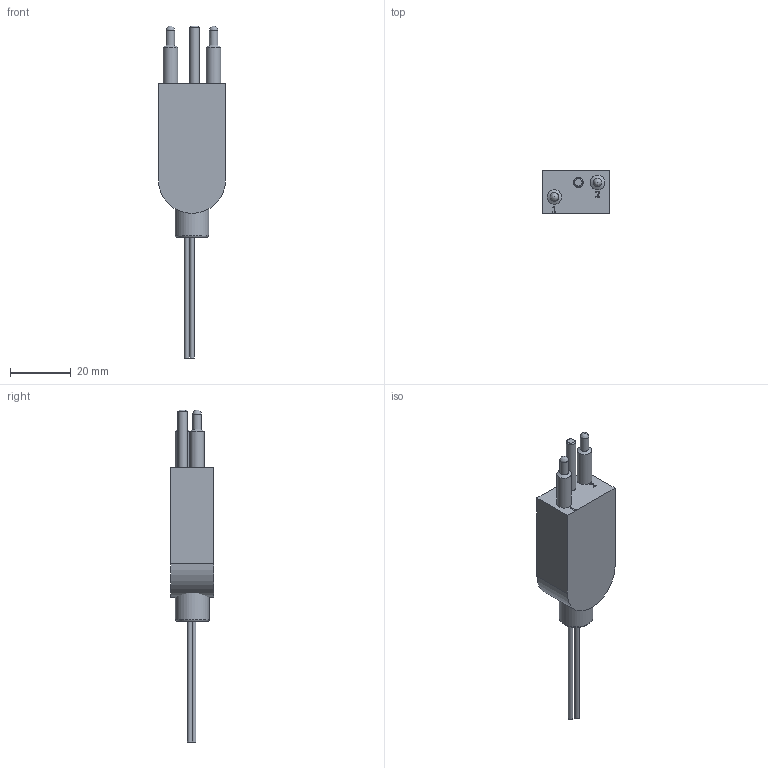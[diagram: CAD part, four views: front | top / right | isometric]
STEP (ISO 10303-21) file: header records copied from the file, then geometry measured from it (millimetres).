
FILE_DESCRIPTION(/* description */ (''),/* implementation_level */ '2;1');
FILE_NAME(/* name */ 'LPOM2M.stp',/* time_stamp */ '2015-10-06T08:47:19+02:00',/* author */ ('sh'),/* organization */ (''),/* preprocessor_version */ 'ST-DEVELOPER v15.2',/* originating_system */ 'Autodesk Inventor 2014',/* authorisation */ '');
FILE_SCHEMA (('AUTOMOTIVE_DESIGN { 1 0 10303 214 3 1 1 }'));
Length unit declared in the file: inch
Products named in the file (1): LPOM2M
Bounding box: 22.23 x 14.45 x 109.73 mm (x, y, z)
Volume: 14754.3 mm3; surface area: 7147.1 mm2
Topology: 7 solids, 7 shells, 179 faces, 447 edges, 296 vertices
Faces by surface type: plane 88, bspline 62, cylinder 18, cone 6, torus 5
Full cylindrical faces by diameter (mm): 1.524 x2, 2.032 x2, 2.779 x2, 2.794 x2, 3.175 x2, 4.826 x2, 8.001 x1, 9.601 x1, 11.1 x1
Entity records: 8165 total; most frequent: CARTESIAN_POINT 4237, ORIENTED_EDGE 824, DIRECTION 565, EDGE_CURVE 412, VERTEX_POINT 287, LINE 239, VECTOR 239, EDGE_LOOP 221
